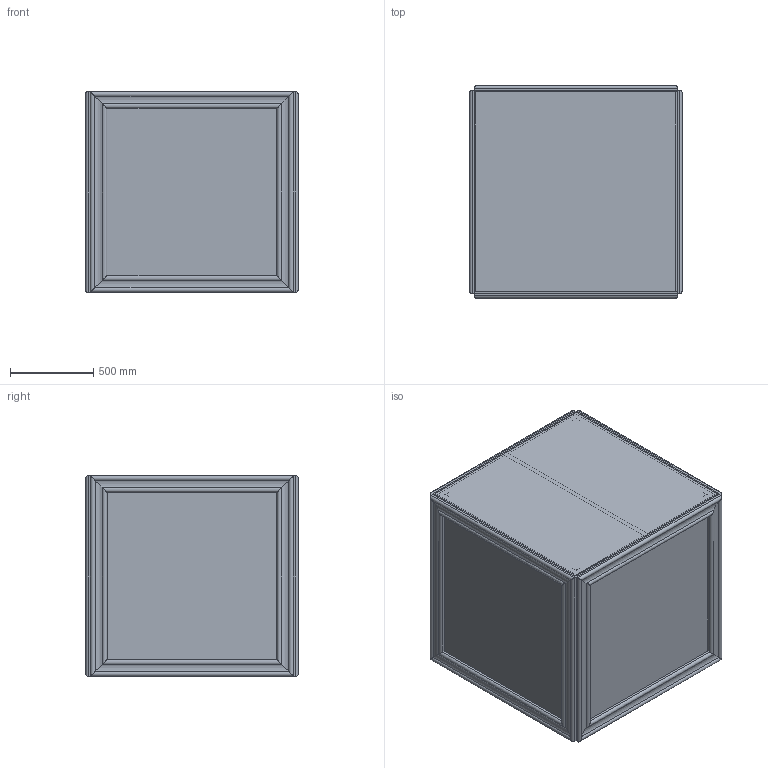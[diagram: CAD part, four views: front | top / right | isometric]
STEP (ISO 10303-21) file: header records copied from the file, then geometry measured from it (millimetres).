
FILE_DESCRIPTION (( 'STEP AP203' ), '1' );
FILE_NAME ('mesa.STEP', '2023-02-23T22:40:05', ( '' ), ( '' ), 'SwSTEP 2.0', 'SolidWorks 2022', '' );
FILE_SCHEMA (( 'CONFIG_CONTROL_DESIGN' ));
Length unit declared in the file: millimetre
Products named in the file (10): mesa; madera; marco madera2; marco madera; Bases mesa; madera sin relieve; soportes mesa; angulo recto; logo; angulos
Assembly tree (31 placements, depth 2):
  mesa
    Bases mesa  x2
    soportes mesa  x4
    madera  x2
    madera sin relieve  x2
    angulos  x2
    angulo recto  x2
    marco madera  x8
    marco madera2  x8
    logo
Bounding box: 1277.67 x 1275.33 x 1205 mm (x, y, z)
Volume: 223015798.2 mm3; surface area: 25475018.8 mm2
Topology: 43 solids, 43 shells, 342 faces, 756 edges, 504 vertices
Faces by surface type: plane 258, bspline 52, cylinder 32
Entity records: 27436 total; most frequent: CARTESIAN_POINT 22940, ORIENTED_EDGE 612, DIRECTION 506, EDGE_CURVE 306, LINE 222, VECTOR 222, VERTEX_POINT 204, EDGE_LOOP 158
